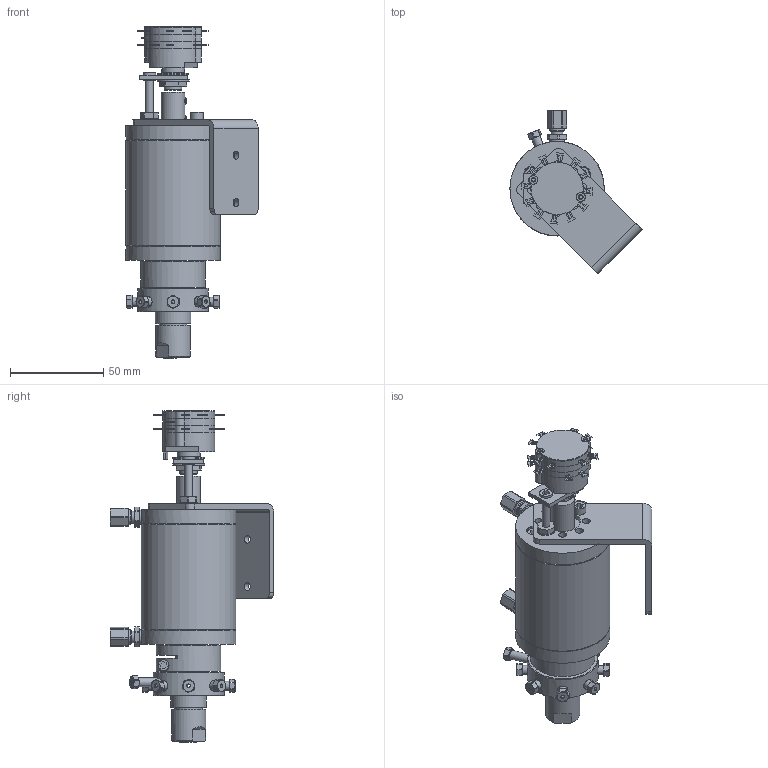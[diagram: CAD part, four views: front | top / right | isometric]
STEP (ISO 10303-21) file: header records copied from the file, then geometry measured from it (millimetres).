
FILE_DESCRIPTION((''),'2;1');
FILE_NAME('332400-ACSD8UW 8pos valve with air actuator.stp','2013-08-27T09:19:58',('Franzp'),(''),'Autodesk Inventor 2013','Autodesk Inventor 2013','');
FILE_SCHEMA(('AUTOMOTIVE_DESIGN { 1 0 10303 214 1 1 1 1 }'));
Length unit declared in the file: millimetre
Products named in the file (1): 332400_Shrinkwrap_1
Bounding box: 70.96 x 87.65 x 178.05 mm (x, y, z)
Surface area: 47023.6 mm2 (no closed solid volume)
Topology: 0 solids, 128 shells, 449 faces, 2043 edges, 1638 vertices
Faces by surface type: plane 267, cylinder 137, cone 43, bspline 2
Full cylindrical faces by diameter (mm): 1.71 x1, 1.727 x8, 1.9 x2, 3.2 x1, 3.3 x2, 3.505 x2, 4.166 x2, 4.32 x8, 4.7 x2, 4.826 x8, 5.61 x1, 5.613 x2, 5.78 x1, 6.3 x2, 6.7 x1, 6.8 x1, 7.14 x2, 7.65 x2, 7.938 x2, 9.525 x1, 12.2 x1, 12.7 x1, 13.97 x1, 14.859 x1, 17.1 x2, 18.415 x1, 19.05 x2, 19.075 x1, 34.671 x1, 37.973 x1
Entity records: 21549 total; most frequent: CARTESIAN_POINT 4878, DIRECTION 3218, ORIENTED_EDGE 2506, EDGE_CURVE 1883, VERTEX_POINT 1587, VECTOR 1130, LINE 1130, AXIS2_PLACEMENT_3D 1044
